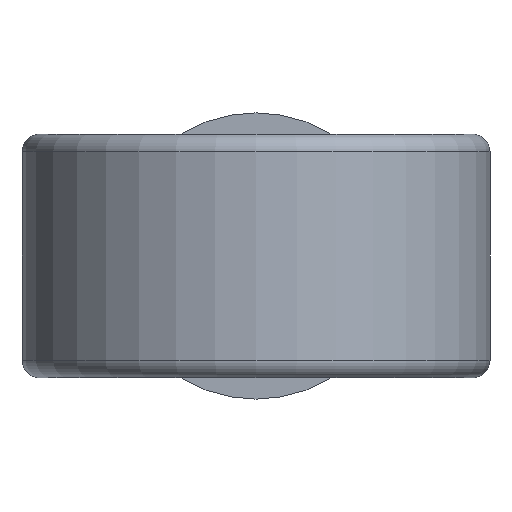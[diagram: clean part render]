
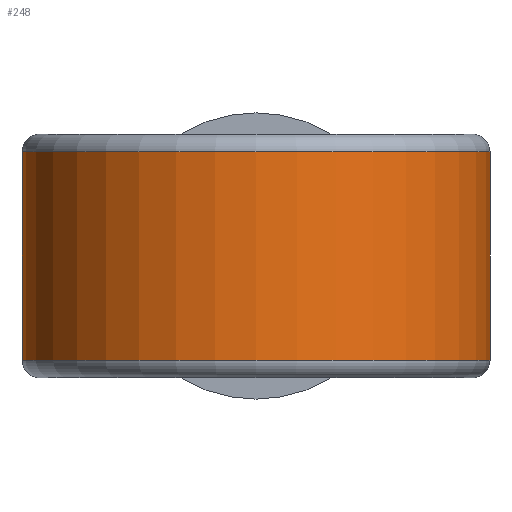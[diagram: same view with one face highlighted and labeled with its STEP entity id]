
A CAD part, front view. The second image highlights one B-rep face of the part: STEP entity #248.
In plain terms, the highlighted cylindrical face has radius 132 mm (diameter 264 mm), a partial arc.
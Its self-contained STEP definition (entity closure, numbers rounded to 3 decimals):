
#3 = EDGE_LOOP ( 'NONE', ( #706, #623, #49, #860 ) ) ;
#27 = VERTEX_POINT ( 'NONE', #517 ) ;
#46 = DIRECTION ( 'NONE',  ( -1., 0., 0. ) ) ;
#49 = ORIENTED_EDGE ( 'NONE', *, *, #686, .T. ) ;
#55 = VERTEX_POINT ( 'NONE', #603 ) ;
#79 = VECTOR ( 'NONE', #280, 1000. ) ;
#86 = EDGE_CURVE ( 'NONE', #293, #641, #421, .T. ) ;
#88 = LINE ( 'NONE', #811, #827 ) ;
#113 = FACE_OUTER_BOUND ( 'NONE', #3, .T. ) ;
#134 = DIRECTION ( 'NONE',  ( 1., 0., 0. ) ) ;
#248 = ADVANCED_FACE ( 'NONE', ( #113 ), #399, .T. ) ;
#280 = DIRECTION ( 'NONE',  ( 0., 0., -1. ) ) ;
#293 = VERTEX_POINT ( 'NONE', #918 ) ;
#387 = AXIS2_PLACEMENT_3D ( 'NONE', #567, #639, #134 ) ;
#399 = CYLINDRICAL_SURFACE ( 'NONE', #899, 132. ) ;
#421 = CIRCLE ( 'NONE', #871, 132. ) ;
#444 = DIRECTION ( 'NONE',  ( 1., 0., 0. ) ) ;
#517 = CARTESIAN_POINT ( 'NONE',  ( 132., -917.19, 58.75 ) ) ;
#534 = CARTESIAN_POINT ( 'NONE',  ( 0., -917.19, -58.75 ) ) ;
#561 = EDGE_CURVE ( 'NONE', #27, #55, #678, .T. ) ;
#567 = CARTESIAN_POINT ( 'NONE',  ( 0., -917.19, 58.75 ) ) ;
#571 = CARTESIAN_POINT ( 'NONE',  ( 132., -917.19, -58.75 ) ) ;
#603 = CARTESIAN_POINT ( 'NONE',  ( -132., -917.19, 58.75 ) ) ;
#623 = ORIENTED_EDGE ( 'NONE', *, *, #561, .T. ) ;
#639 = DIRECTION ( 'NONE',  ( 0., 0., -1. ) ) ;
#641 = VERTEX_POINT ( 'NONE', #571 ) ;
#646 = CARTESIAN_POINT ( 'NONE',  ( 132., -917.19, 68.75 ) ) ;
#678 = CIRCLE ( 'NONE', #387, 132. ) ;
#686 = EDGE_CURVE ( 'NONE', #55, #293, #88, .T. ) ;
#690 = CARTESIAN_POINT ( 'NONE',  ( 0., -917.19, 68.75 ) ) ;
#706 = ORIENTED_EDGE ( 'NONE', *, *, #920, .F. ) ;
#753 = DIRECTION ( 'NONE',  ( 0., 0., 1. ) ) ;
#811 = CARTESIAN_POINT ( 'NONE',  ( -132., -917.19, 68.75 ) ) ;
#827 = VECTOR ( 'NONE', #875, 1000. ) ;
#840 = DIRECTION ( 'NONE',  ( 0., 0., -1. ) ) ;
#856 = LINE ( 'NONE', #646, #79 ) ;
#860 = ORIENTED_EDGE ( 'NONE', *, *, #86, .T. ) ;
#871 = AXIS2_PLACEMENT_3D ( 'NONE', #534, #753, #444 ) ;
#875 = DIRECTION ( 'NONE',  ( 0., 0., -1. ) ) ;
#899 = AXIS2_PLACEMENT_3D ( 'NONE', #690, #840, #46 ) ;
#918 = CARTESIAN_POINT ( 'NONE',  ( -132., -917.19, -58.75 ) ) ;
#920 = EDGE_CURVE ( 'NONE', #27, #641, #856, .T. ) ;
